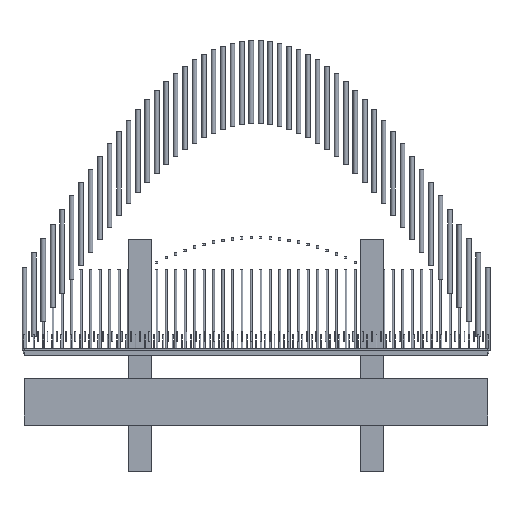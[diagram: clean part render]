
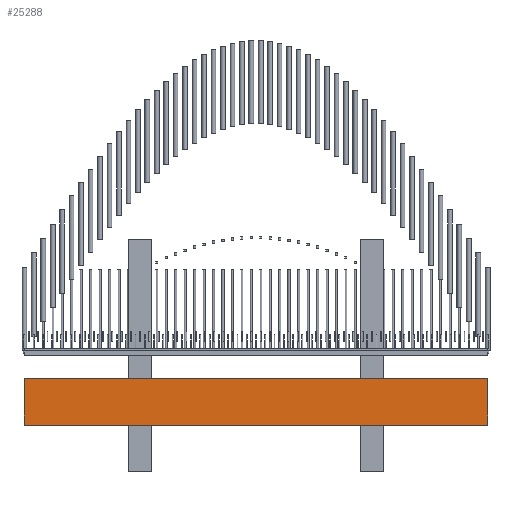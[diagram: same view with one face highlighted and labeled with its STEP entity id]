
A CAD part, front view. The second image highlights one B-rep face of the part: STEP entity #25288.
In plain terms, the highlighted planar face has unit normal (0, -1, 0).
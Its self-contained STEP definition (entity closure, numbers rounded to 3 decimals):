
#16792 = PLANE('',#16793);
#16793 = AXIS2_PLACEMENT_3D('',#16794,#16795,#16796);
#16794 = CARTESIAN_POINT('',(-50.,-10.,5.));
#16795 = DIRECTION('',(0.,0.,1.));
#16796 = DIRECTION('',(1.,0.,0.));
#24327 = VERTEX_POINT('',#24328);
#24328 = CARTESIAN_POINT('',(-50.,-10.,5.));
#24344 = PLANE('',#24345);
#24345 = AXIS2_PLACEMENT_3D('',#24346,#24347,#24348);
#24346 = CARTESIAN_POINT('',(-50.,-10.,-5.));
#24347 = DIRECTION('',(1.,0.,0.));
#24348 = DIRECTION('',(0.,0.,1.));
#24356 = EDGE_CURVE('',#24327,#24357,#24359,.T.);
#24357 = VERTEX_POINT('',#24358);
#24358 = CARTESIAN_POINT('',(50.,-10.,5.));
#24359 = SURFACE_CURVE('',#24360,(#24364,#24371),.PCURVE_S1.);
#24360 = LINE('',#24361,#24362);
#24361 = CARTESIAN_POINT('',(-50.,-10.,5.));
#24362 = VECTOR('',#24363,1.);
#24363 = DIRECTION('',(1.,0.,0.));
#24364 = PCURVE('',#16792,#24365);
#24365 = DEFINITIONAL_REPRESENTATION('',(#24366),#24370);
#24366 = LINE('',#24367,#24368);
#24367 = CARTESIAN_POINT('',(0.,0.));
#24368 = VECTOR('',#24369,1.);
#24369 = DIRECTION('',(1.,0.));
#24370 = ( GEOMETRIC_REPRESENTATION_CONTEXT(2) 
PARAMETRIC_REPRESENTATION_CONTEXT() REPRESENTATION_CONTEXT('2D SPACE',''
  ) );
#24371 = PCURVE('',#24372,#24377);
#24372 = PLANE('',#24373);
#24373 = AXIS2_PLACEMENT_3D('',#24374,#24375,#24376);
#24374 = CARTESIAN_POINT('',(-50.,-10.,-5.));
#24375 = DIRECTION('',(0.,1.,0.));
#24376 = DIRECTION('',(0.,0.,1.));
#24377 = DEFINITIONAL_REPRESENTATION('',(#24378),#24382);
#24378 = LINE('',#24379,#24380);
#24379 = CARTESIAN_POINT('',(10.,0.));
#24380 = VECTOR('',#24381,1.);
#24381 = DIRECTION('',(0.,1.));
#24382 = ( GEOMETRIC_REPRESENTATION_CONTEXT(2) 
PARAMETRIC_REPRESENTATION_CONTEXT() REPRESENTATION_CONTEXT('2D SPACE',''
  ) );
#24400 = PLANE('',#24401);
#24401 = AXIS2_PLACEMENT_3D('',#24402,#24403,#24404);
#24402 = CARTESIAN_POINT('',(50.,-10.,-5.));
#24403 = DIRECTION('',(1.,0.,0.));
#24404 = DIRECTION('',(0.,0.,1.));
#25167 = EDGE_CURVE('',#25168,#24327,#25170,.T.);
#25168 = VERTEX_POINT('',#25169);
#25169 = CARTESIAN_POINT('',(-50.,-10.,-5.));
#25170 = SURFACE_CURVE('',#25171,(#25175,#25182),.PCURVE_S1.);
#25171 = LINE('',#25172,#25173);
#25172 = CARTESIAN_POINT('',(-50.,-10.,-5.));
#25173 = VECTOR('',#25174,1.);
#25174 = DIRECTION('',(0.,0.,1.));
#25175 = PCURVE('',#24344,#25176);
#25176 = DEFINITIONAL_REPRESENTATION('',(#25177),#25181);
#25177 = LINE('',#25178,#25179);
#25178 = CARTESIAN_POINT('',(0.,0.));
#25179 = VECTOR('',#25180,1.);
#25180 = DIRECTION('',(1.,0.));
#25181 = ( GEOMETRIC_REPRESENTATION_CONTEXT(2) 
PARAMETRIC_REPRESENTATION_CONTEXT() REPRESENTATION_CONTEXT('2D SPACE',''
  ) );
#25182 = PCURVE('',#24372,#25183);
#25183 = DEFINITIONAL_REPRESENTATION('',(#25184),#25188);
#25184 = LINE('',#25185,#25186);
#25185 = CARTESIAN_POINT('',(0.,0.));
#25186 = VECTOR('',#25187,1.);
#25187 = DIRECTION('',(1.,0.));
#25188 = ( GEOMETRIC_REPRESENTATION_CONTEXT(2) 
PARAMETRIC_REPRESENTATION_CONTEXT() REPRESENTATION_CONTEXT('2D SPACE',''
  ) );
#25206 = PLANE('',#25207);
#25207 = AXIS2_PLACEMENT_3D('',#25208,#25209,#25210);
#25208 = CARTESIAN_POINT('',(-50.,-10.,-5.));
#25209 = DIRECTION('',(0.,0.,1.));
#25210 = DIRECTION('',(1.,0.,0.));
#25288 = ADVANCED_FACE('',(#25289),#24372,.F.);
#25289 = FACE_BOUND('',#25290,.F.);
#25290 = EDGE_LOOP('',(#25291,#25314,#25315,#25316));
#25291 = ORIENTED_EDGE('',*,*,#25292,.F.);
#25292 = EDGE_CURVE('',#25168,#25293,#25295,.T.);
#25293 = VERTEX_POINT('',#25294);
#25294 = CARTESIAN_POINT('',(50.,-10.,-5.));
#25295 = SURFACE_CURVE('',#25296,(#25300,#25307),.PCURVE_S1.);
#25296 = LINE('',#25297,#25298);
#25297 = CARTESIAN_POINT('',(-50.,-10.,-5.));
#25298 = VECTOR('',#25299,1.);
#25299 = DIRECTION('',(1.,0.,0.));
#25300 = PCURVE('',#24372,#25301);
#25301 = DEFINITIONAL_REPRESENTATION('',(#25302),#25306);
#25302 = LINE('',#25303,#25304);
#25303 = CARTESIAN_POINT('',(0.,0.));
#25304 = VECTOR('',#25305,1.);
#25305 = DIRECTION('',(0.,1.));
#25306 = ( GEOMETRIC_REPRESENTATION_CONTEXT(2) 
PARAMETRIC_REPRESENTATION_CONTEXT() REPRESENTATION_CONTEXT('2D SPACE',''
  ) );
#25307 = PCURVE('',#25206,#25308);
#25308 = DEFINITIONAL_REPRESENTATION('',(#25309),#25313);
#25309 = LINE('',#25310,#25311);
#25310 = CARTESIAN_POINT('',(0.,0.));
#25311 = VECTOR('',#25312,1.);
#25312 = DIRECTION('',(1.,0.));
#25313 = ( GEOMETRIC_REPRESENTATION_CONTEXT(2) 
PARAMETRIC_REPRESENTATION_CONTEXT() REPRESENTATION_CONTEXT('2D SPACE',''
  ) );
#25314 = ORIENTED_EDGE('',*,*,#25167,.T.);
#25315 = ORIENTED_EDGE('',*,*,#24356,.T.);
#25316 = ORIENTED_EDGE('',*,*,#25317,.F.);
#25317 = EDGE_CURVE('',#25293,#24357,#25318,.T.);
#25318 = SURFACE_CURVE('',#25319,(#25323,#25330),.PCURVE_S1.);
#25319 = LINE('',#25320,#25321);
#25320 = CARTESIAN_POINT('',(50.,-10.,-5.));
#25321 = VECTOR('',#25322,1.);
#25322 = DIRECTION('',(0.,0.,1.));
#25323 = PCURVE('',#24372,#25324);
#25324 = DEFINITIONAL_REPRESENTATION('',(#25325),#25329);
#25325 = LINE('',#25326,#25327);
#25326 = CARTESIAN_POINT('',(0.,100.));
#25327 = VECTOR('',#25328,1.);
#25328 = DIRECTION('',(1.,0.));
#25329 = ( GEOMETRIC_REPRESENTATION_CONTEXT(2) 
PARAMETRIC_REPRESENTATION_CONTEXT() REPRESENTATION_CONTEXT('2D SPACE',''
  ) );
#25330 = PCURVE('',#24400,#25331);
#25331 = DEFINITIONAL_REPRESENTATION('',(#25332),#25336);
#25332 = LINE('',#25333,#25334);
#25333 = CARTESIAN_POINT('',(0.,0.));
#25334 = VECTOR('',#25335,1.);
#25335 = DIRECTION('',(1.,0.));
#25336 = ( GEOMETRIC_REPRESENTATION_CONTEXT(2) 
PARAMETRIC_REPRESENTATION_CONTEXT() REPRESENTATION_CONTEXT('2D SPACE',''
  ) );
